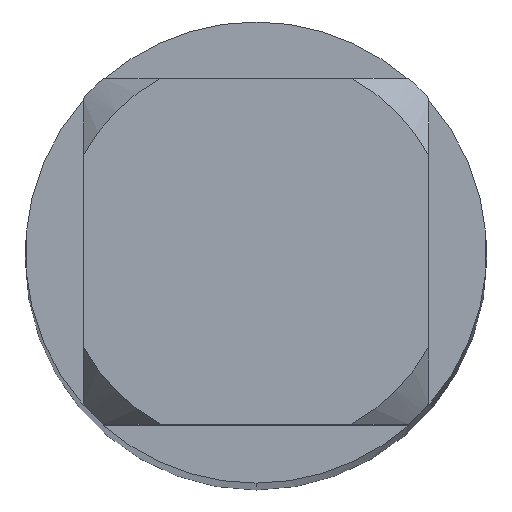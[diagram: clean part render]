
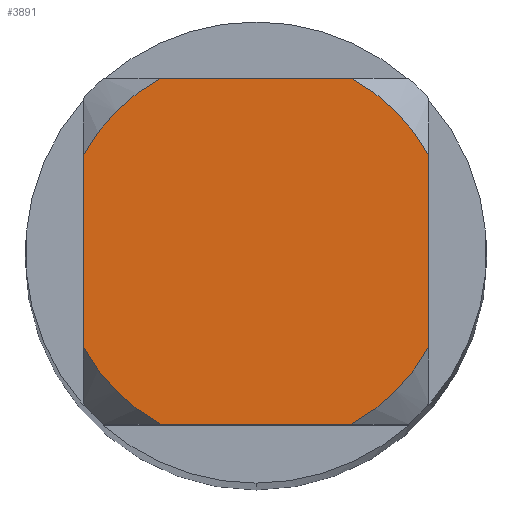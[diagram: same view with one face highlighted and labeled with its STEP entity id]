
A CAD part, top view. The second image highlights one B-rep face of the part: STEP entity #3891.
In plain terms, the highlighted planar face has unit normal (0, 0, 1).
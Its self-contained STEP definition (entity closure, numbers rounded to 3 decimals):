
#2595=VERTEX_POINT('',#6589);
#2743=VERTEX_POINT('',#6746);
#2745=VERTEX_POINT('',#6748);
#2803=VERTEX_POINT('',#6810);
#2929=EDGE_CURVE('',#2803,#3945,#6948,.T.);
#3439=EDGE_CURVE('',#2803,#4543,#7504,.T.);
#3483=VERTEX_POINT('',#7550);
#3891=ADVANCED_FACE('',(#7991),#7992,.T.);
#3945=VERTEX_POINT('',#8051);
#4105=EDGE_CURVE('',#5737,#3483,#8226,.T.);
#4543=VERTEX_POINT('',#8706);
#4585=EDGE_CURVE('',#2595,#3483,#8755,.T.);
#4635=EDGE_CURVE('',#2745,#2743,#8809,.T.);
#4657=EDGE_CURVE('',#5737,#2743,#8832,.T.);
#4839=EDGE_CURVE('',#2745,#3945,#9032,.T.);
#4857=EDGE_CURVE('',#2595,#4543,#9051,.T.);
#5737=VERTEX_POINT('',#10019);
#6589=CARTESIAN_POINT('',(1.05,-0.581,0.0));
#6746=CARTESIAN_POINT('',(-1.05,-0.581,0.0));
#6748=CARTESIAN_POINT('',(-1.05,0.581,0.0));
#6810=CARTESIAN_POINT('',(0.581,1.05,0.0));
#6948=LINE('',#12052,#12053);
#7504=CIRCLE('',#13101,1.2);
#7550=CARTESIAN_POINT('',(0.581,-1.05,0.0));
#7991=FACE_OUTER_BOUND('',#14021,.T.);
#7992=PLANE('',#14022);
#8051=CARTESIAN_POINT('',(-0.581,1.05,0.0));
#8226=LINE('',#14373,#14374);
#8706=CARTESIAN_POINT('',(1.05,0.581,0.0));
#8755=CIRCLE('',#15283,1.2);
#8809=LINE('',#15394,#15395);
#8832=CIRCLE('',#15439,1.2);
#9032=CIRCLE('',#15778,1.2);
#9051=LINE('',#15819,#15820);
#10019=CARTESIAN_POINT('',(-0.581,-1.05,0.0));
#12052=CARTESIAN_POINT('',(0.0,1.05,0.0));
#12053=VECTOR('',#19273,1.0);
#13101=AXIS2_PLACEMENT_3D('',#19886,#19887,#19888);
#14021=EDGE_LOOP('',(#20352,#20353,#20354,#20355,#20356,#20357,#20358,#20359));
#14022=AXIS2_PLACEMENT_3D('',#20360,#20361,#20362);
#14373=CARTESIAN_POINT('',(0.0,-1.05,0.0));
#14374=VECTOR('',#20617,1.0);
#15283=AXIS2_PLACEMENT_3D('',#21199,#21200,#21201);
#15394=CARTESIAN_POINT('',(-1.05,0.3,0.0));
#15395=VECTOR('',#21252,1.0);
#15439=AXIS2_PLACEMENT_3D('',#21270,#21271,#21272);
#15778=AXIS2_PLACEMENT_3D('',#21476,#21477,#21478);
#15819=CARTESIAN_POINT('',(1.05,0.3,0.0));
#15820=VECTOR('',#21492,1.0);
#19273=DIRECTION('',(-1.0,0.0,0.0));
#19886=CARTESIAN_POINT('',(0.0,0.0,0.0));
#19887=DIRECTION('',(0.0,0.0,-1.0));
#19888=DIRECTION('',(0.0,1.0,0.0));
#20352=ORIENTED_EDGE('',*,*,#4635,.T.);
#20353=ORIENTED_EDGE('',*,*,#4657,.F.);
#20354=ORIENTED_EDGE('',*,*,#4105,.T.);
#20355=ORIENTED_EDGE('',*,*,#4585,.F.);
#20356=ORIENTED_EDGE('',*,*,#4857,.T.);
#20357=ORIENTED_EDGE('',*,*,#3439,.F.);
#20358=ORIENTED_EDGE('',*,*,#2929,.T.);
#20359=ORIENTED_EDGE('',*,*,#4839,.F.);
#20360=CARTESIAN_POINT('',(0.0,0.6,0.0));
#20361=DIRECTION('',(-0.0,0.0,1.0));
#20362=DIRECTION('',(0.0,-1.0,0.0));
#20617=DIRECTION('',(1.0,0.0,0.0));
#21199=CARTESIAN_POINT('',(0.0,0.0,0.0));
#21200=DIRECTION('',(0.0,0.0,-1.0));
#21201=DIRECTION('',(0.0,1.0,0.0));
#21252=DIRECTION('',(-0.0,-1.0,0.0));
#21270=CARTESIAN_POINT('',(0.0,0.0,0.0));
#21271=DIRECTION('',(0.0,0.0,-1.0));
#21272=DIRECTION('',(0.0,1.0,0.0));
#21476=CARTESIAN_POINT('',(0.0,0.0,0.0));
#21477=DIRECTION('',(0.0,0.0,-1.0));
#21478=DIRECTION('',(0.0,1.0,0.0));
#21492=DIRECTION('',(-0.0,1.0,0.0));
